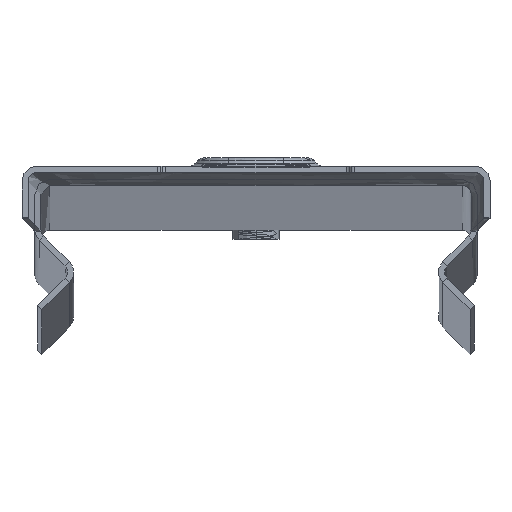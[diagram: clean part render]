
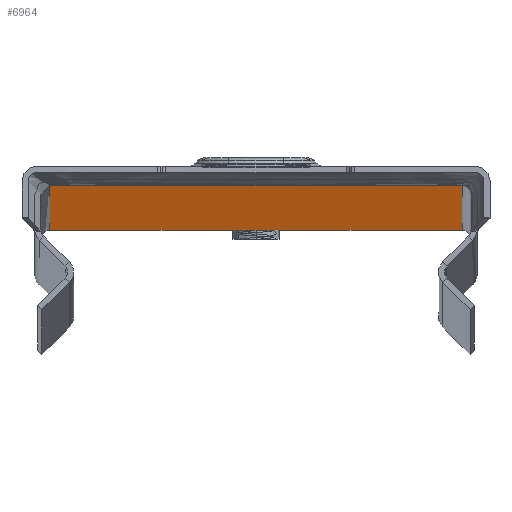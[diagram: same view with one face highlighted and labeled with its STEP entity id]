
A CAD part, top view. The second image highlights one B-rep face of the part: STEP entity #6964.
In plain terms, the highlighted planar face has unit normal (0, -1, 0).
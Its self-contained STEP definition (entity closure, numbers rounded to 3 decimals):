
#28 = DIRECTION ( 'NONE',  ( 0.707, 0., 0.707 ) ) ;
#50 = CARTESIAN_POINT ( 'NONE',  ( -11.207, 0., -2969. ) ) ;
#372 = CARTESIAN_POINT ( 'NONE',  ( -24., 0., -2969. ) ) ;
#417 = VECTOR ( 'NONE', #3864, 1000. ) ;
#605 = AXIS2_PLACEMENT_3D ( 'NONE', #1973, #1946, #1921 ) ;
#659 = CARTESIAN_POINT ( 'NONE',  ( 25., 0., -2969. ) ) ;
#703 = DIRECTION ( 'NONE',  ( 0., 0., 1. ) ) ;
#759 = VERTEX_POINT ( 'NONE', #4957 ) ;
#795 = ORIENTED_EDGE ( 'NONE', *, *, #5868, .T. ) ;
#838 = VECTOR ( 'NONE', #4863, 1000. ) ;
#1078 = ORIENTED_EDGE ( 'NONE', *, *, #4992, .T. ) ;
#1085 = FACE_OUTER_BOUND ( 'NONE', #1809, .T. ) ;
#1179 = VERTEX_POINT ( 'NONE', #4207 ) ;
#1238 = CARTESIAN_POINT ( 'NONE',  ( 11.414, 0., -2969. ) ) ;
#1277 = LINE ( 'NONE', #4755, #4267 ) ;
#1332 = ORIENTED_EDGE ( 'NONE', *, *, #4509, .F. ) ;
#1427 = VERTEX_POINT ( 'NONE', #1603 ) ;
#1442 = VECTOR ( 'NONE', #6982, 1000. ) ;
#1603 = CARTESIAN_POINT ( 'NONE',  ( -24., 0., -2969. ) ) ;
#1782 = CARTESIAN_POINT ( 'NONE',  ( -10.854, 0., -2968.646 ) ) ;
#1809 = EDGE_LOOP ( 'NONE', ( #6725, #7309, #7514, #5788, #1332, #2613, #1078, #2620, #3177, #3745, #795, #5485 ) ) ;
#1909 = DIRECTION ( 'NONE',  ( 0., 0., 1. ) ) ;
#1921 = DIRECTION ( 'NONE',  ( -1., 0., 0. ) ) ;
#1933 = DIRECTION ( 'NONE',  ( 0., 1., 0. ) ) ;
#1946 = DIRECTION ( 'NONE',  ( 0., 1., 0. ) ) ;
#1958 = CARTESIAN_POINT ( 'NONE',  ( 10.5, 0., -2969. ) ) ;
#1973 = CARTESIAN_POINT ( 'NONE',  ( 0., 0., -2955. ) ) ;
#2160 = LINE ( 'NONE', #4282, #3170 ) ;
#2226 = DIRECTION ( 'NONE',  ( 0., 0., -1. ) ) ;
#2254 = DIRECTION ( 'NONE',  ( 0., -1., 0. ) ) ;
#2277 = CARTESIAN_POINT ( 'NONE',  ( 11.414, 0., -2968.5 ) ) ;
#2286 = AXIS2_PLACEMENT_3D ( 'NONE', #3516, #3495, #3469 ) ;
#2328 = VERTEX_POINT ( 'NONE', #3445 ) ;
#2347 = CIRCLE ( 'NONE', #6902, 7.3 ) ;
#2354 = ORIENTED_EDGE ( 'NONE', *, *, #3335, .T. ) ;
#2362 = VERTEX_POINT ( 'NONE', #3142 ) ;
#2443 = CIRCLE ( 'NONE', #6958, 0.5 ) ;
#2575 = VECTOR ( 'NONE', #703, 1000. ) ;
#2577 = DIRECTION ( 'NONE',  ( 1., 0., 0. ) ) ;
#2613 = ORIENTED_EDGE ( 'NONE', *, *, #4796, .F. ) ;
#2620 = ORIENTED_EDGE ( 'NONE', *, *, #5155, .T. ) ;
#2906 = VERTEX_POINT ( 'NONE', #1238 ) ;
#3040 = CARTESIAN_POINT ( 'NONE',  ( 10.5, 0., -2968.5 ) ) ;
#3091 = VECTOR ( 'NONE', #28, 1000. ) ;
#3096 = CARTESIAN_POINT ( 'NONE',  ( 0., 0., -2955. ) ) ;
#3107 = DIRECTION ( 'NONE',  ( 0., 1., 0. ) ) ;
#3137 = DIRECTION ( 'NONE',  ( -1., 0., 0. ) ) ;
#3142 = CARTESIAN_POINT ( 'NONE',  ( -24., 0., 0. ) ) ;
#3170 = VECTOR ( 'NONE', #4205, 1000. ) ;
#3177 = ORIENTED_EDGE ( 'NONE', *, *, #5539, .T. ) ;
#3335 = EDGE_CURVE ( 'NONE', #6825, #5546, #2347, .T. ) ;
#3374 = DIRECTION ( 'NONE',  ( 0., 0., -1. ) ) ;
#3383 = VERTEX_POINT ( 'NONE', #1782 ) ;
#3399 = DIRECTION ( 'NONE',  ( 0., -1., 0. ) ) ;
#3429 = CARTESIAN_POINT ( 'NONE',  ( -11.414, 0., -2968.5 ) ) ;
#3445 = CARTESIAN_POINT ( 'NONE',  ( -11.414, 0., -2969. ) ) ;
#3469 = DIRECTION ( 'NONE',  ( 0., 0., -1. ) ) ;
#3495 = DIRECTION ( 'NONE',  ( 0., -1., 0. ) ) ;
#3516 = CARTESIAN_POINT ( 'NONE',  ( 25., 0., -2969. ) ) ;
#3517 = AXIS2_PLACEMENT_3D ( 'NONE', #3429, #3399, #3374 ) ;
#3620 = EDGE_CURVE ( 'NONE', #1179, #759, #4069, .T. ) ;
#3745 = ORIENTED_EDGE ( 'NONE', *, *, #5654, .T. ) ;
#3829 = EDGE_CURVE ( 'NONE', #759, #2906, #7638, .T. ) ;
#3860 = AXIS2_PLACEMENT_3D ( 'NONE', #1958, #1933, #1909 ) ;
#3864 = DIRECTION ( 'NONE',  ( 1., 0., 0. ) ) ;
#3877 = CARTESIAN_POINT ( 'NONE',  ( 25., 0., -2968.5 ) ) ;
#3968 = CARTESIAN_POINT ( 'NONE',  ( 24., 0., -2969. ) ) ;
#4037 = EDGE_CURVE ( 'NONE', #2906, #5089, #5810, .T. ) ;
#4058 = LINE ( 'NONE', #3877, #417 ) ;
#4069 = LINE ( 'NONE', #4937, #838 ) ;
#4205 = DIRECTION ( 'NONE',  ( 1., 0., 0. ) ) ;
#4207 = CARTESIAN_POINT ( 'NONE',  ( 10.854, 0., -2968.646 ) ) ;
#4262 = EDGE_CURVE ( 'NONE', #5089, #7476, #5161, .T. ) ;
#4267 = VECTOR ( 'NONE', #4636, 1000. ) ;
#4282 = CARTESIAN_POINT ( 'NONE',  ( 25., 0., 0. ) ) ;
#4509 = EDGE_CURVE ( 'NONE', #2362, #7476, #2160, .T. ) ;
#4525 = AXIS2_PLACEMENT_3D ( 'NONE', #2277, #2254, #2226 ) ;
#4636 = DIRECTION ( 'NONE',  ( 1., 0., 0. ) ) ;
#4715 = PLANE ( 'NONE',  #2286 ) ;
#4755 = CARTESIAN_POINT ( 'NONE',  ( 25., 0., -2969. ) ) ;
#4796 = EDGE_CURVE ( 'NONE', #1427, #2362, #6300, .T. ) ;
#4840 = FACE_BOUND ( 'NONE', #6326, .T. ) ;
#4863 = DIRECTION ( 'NONE',  ( 0.707, 0., -0.707 ) ) ;
#4937 = CARTESIAN_POINT ( 'NONE',  ( 11.207, 0., -2969. ) ) ;
#4957 = CARTESIAN_POINT ( 'NONE',  ( 11.061, 0., -2968.854 ) ) ;
#4992 = EDGE_CURVE ( 'NONE', #1427, #2328, #1277, .T. ) ;
#5089 = VERTEX_POINT ( 'NONE', #3968 ) ;
#5155 = EDGE_CURVE ( 'NONE', #2328, #7148, #5799, .T. ) ;
#5161 = LINE ( 'NONE', #6757, #1442 ) ;
#5338 = EDGE_CURVE ( 'NONE', #5546, #6825, #5910, .T. ) ;
#5405 = CIRCLE ( 'NONE', #3860, 0.5 ) ;
#5468 = VECTOR ( 'NONE', #2577, 1000. ) ;
#5485 = ORIENTED_EDGE ( 'NONE', *, *, #6056, .T. ) ;
#5539 = EDGE_CURVE ( 'NONE', #7148, #3383, #6244, .T. ) ;
#5546 = VERTEX_POINT ( 'NONE', #7684 ) ;
#5654 = EDGE_CURVE ( 'NONE', #3383, #6441, #2443, .T. ) ;
#5788 = ORIENTED_EDGE ( 'NONE', *, *, #4262, .T. ) ;
#5799 = CIRCLE ( 'NONE', #3517, 0.5 ) ;
#5810 = LINE ( 'NONE', #659, #5468 ) ;
#5868 = EDGE_CURVE ( 'NONE', #6441, #7605, #4058, .T. ) ;
#5910 = CIRCLE ( 'NONE', #605, 7.3 ) ;
#6053 = CARTESIAN_POINT ( 'NONE',  ( 24., 0., 0. ) ) ;
#6056 = EDGE_CURVE ( 'NONE', #7605, #1179, #5405, .T. ) ;
#6220 = CARTESIAN_POINT ( 'NONE',  ( -10.5, 0., -2968.5 ) ) ;
#6244 = LINE ( 'NONE', #50, #3091 ) ;
#6300 = LINE ( 'NONE', #372, #2575 ) ;
#6326 = EDGE_LOOP ( 'NONE', ( #6922, #2354 ) ) ;
#6371 = CARTESIAN_POINT ( 'NONE',  ( 7.3, 0., -2955. ) ) ;
#6432 = DIRECTION ( 'NONE',  ( 0., 0., 1. ) ) ;
#6441 = VERTEX_POINT ( 'NONE', #6220 ) ;
#6457 = DIRECTION ( 'NONE',  ( 0., 1., 0. ) ) ;
#6462 = CARTESIAN_POINT ( 'NONE',  ( -11.061, 0., -2968.854 ) ) ;
#6484 = CARTESIAN_POINT ( 'NONE',  ( -10.5, 0., -2969. ) ) ;
#6725 = ORIENTED_EDGE ( 'NONE', *, *, #3620, .T. ) ;
#6757 = CARTESIAN_POINT ( 'NONE',  ( 24., 0., -2969. ) ) ;
#6825 = VERTEX_POINT ( 'NONE', #6371 ) ;
#6902 = AXIS2_PLACEMENT_3D ( 'NONE', #3096, #3107, #3137 ) ;
#6922 = ORIENTED_EDGE ( 'NONE', *, *, #5338, .T. ) ;
#6958 = AXIS2_PLACEMENT_3D ( 'NONE', #6484, #6457, #6432 ) ;
#6964 = ADVANCED_FACE ( 'NONE', ( #4840, #1085 ), #4715, .T. ) ;
#6982 = DIRECTION ( 'NONE',  ( 0., 0., 1. ) ) ;
#7148 = VERTEX_POINT ( 'NONE', #6462 ) ;
#7309 = ORIENTED_EDGE ( 'NONE', *, *, #3829, .T. ) ;
#7476 = VERTEX_POINT ( 'NONE', #6053 ) ;
#7514 = ORIENTED_EDGE ( 'NONE', *, *, #4037, .T. ) ;
#7605 = VERTEX_POINT ( 'NONE', #3040 ) ;
#7638 = CIRCLE ( 'NONE', #4525, 0.5 ) ;
#7684 = CARTESIAN_POINT ( 'NONE',  ( -7.3, 0., -2955. ) ) ;
